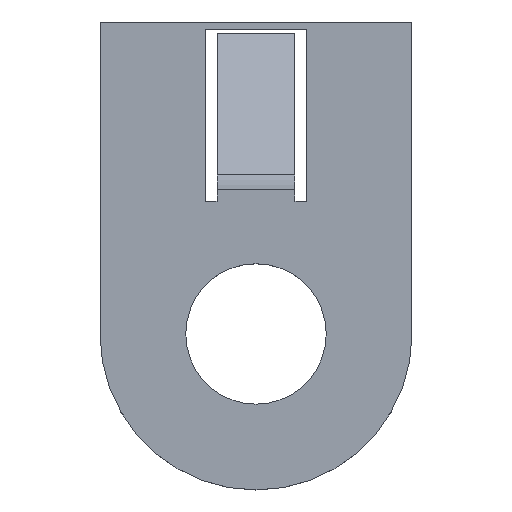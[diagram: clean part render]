
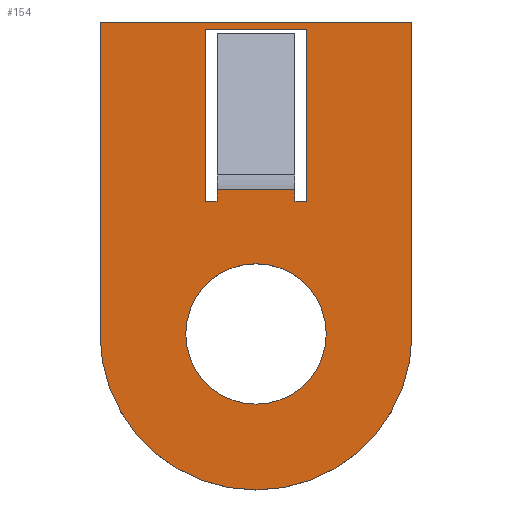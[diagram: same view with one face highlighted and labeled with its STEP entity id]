
A CAD part, top view. The second image highlights one B-rep face of the part: STEP entity #154.
In plain terms, the highlighted planar face has unit normal (0, 0, 1).
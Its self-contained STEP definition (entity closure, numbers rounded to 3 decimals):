
#6 = CARTESIAN_POINT ( 'NONE',  ( 2., -22.3, 2.55 ) ) ;
#18 = VERTEX_POINT ( 'NONE', #259 ) ;
#22 = CARTESIAN_POINT ( 'NONE',  ( -0.5, -22.3, 2.55 ) ) ;
#23 = VERTEX_POINT ( 'NONE', #22 ) ;
#24 = EDGE_CURVE ( 'NONE', #169, #483, #528, .T. ) ;
#27 = LINE ( 'NONE', #317, #398 ) ;
#34 = VERTEX_POINT ( 'NONE', #708 ) ;
#35 = LINE ( 'NONE', #269, #52 ) ;
#45 = DIRECTION ( 'NONE',  ( 0., -1., 0. ) ) ;
#52 = VECTOR ( 'NONE', #720, 1000. ) ;
#66 = EDGE_CURVE ( 'NONE', #468, #23, #85, .T. ) ;
#71 = ORIENTED_EDGE ( 'NONE', *, *, #445, .T. ) ;
#84 = LINE ( 'NONE', #383, #531 ) ;
#85 = LINE ( 'NONE', #304, #739 ) ;
#89 = DIRECTION ( 'NONE',  ( 0., 1., 0. ) ) ;
#90 = VECTOR ( 'NONE', #45, 1000. ) ;
#92 = ORIENTED_EDGE ( 'NONE', *, *, #117, .T. ) ;
#108 = CARTESIAN_POINT ( 'NONE',  ( 2., -22.3, 2.55 ) ) ;
#111 = EDGE_CURVE ( 'NONE', #602, #714, #390, .T. ) ;
#112 = ORIENTED_EDGE ( 'NONE', *, *, #111, .T. ) ;
#114 = ORIENTED_EDGE ( 'NONE', *, *, #248, .T. ) ;
#115 = AXIS2_PLACEMENT_3D ( 'NONE', #482, #663, #206 ) ;
#117 = EDGE_CURVE ( 'NONE', #366, #18, #377, .T. ) ;
#126 = CARTESIAN_POINT ( 'NONE',  ( 0.5, -22.15, 2.55 ) ) ;
#127 = EDGE_LOOP ( 'NONE', ( #625, #114, #112, #71, #250, #592, #260, #354 ) ) ;
#137 = DIRECTION ( 'NONE',  ( 0., 0., -1. ) ) ;
#144 = CARTESIAN_POINT ( 'NONE',  ( 0., -24.9, 2.55 ) ) ;
#147 = EDGE_LOOP ( 'NONE', ( #92, #357, #245, #709 ) ) ;
#154 = ADVANCED_FACE ( 'NONE', ( #662, #188, #712 ), #411, .F. ) ;
#160 = AXIS2_PLACEMENT_3D ( 'NONE', #416, #137, #373 ) ;
#169 = VERTEX_POINT ( 'NONE', #144 ) ;
#171 = VECTOR ( 'NONE', #276, 1000. ) ;
#188 = FACE_BOUND ( 'NONE', #191, .T. ) ;
#191 = EDGE_LOOP ( 'NONE', ( #430, #214 ) ) ;
#194 = CARTESIAN_POINT ( 'NONE',  ( -0.5, -22.15, 2.55 ) ) ;
#200 = DIRECTION ( 'NONE',  ( 0., -1., 0. ) ) ;
#203 = CARTESIAN_POINT ( 'NONE',  ( 0., -24., 2.55 ) ) ;
#206 = DIRECTION ( 'NONE',  ( 0., 1., 0. ) ) ;
#213 = VECTOR ( 'NONE', #200, 1000. ) ;
#214 = ORIENTED_EDGE ( 'NONE', *, *, #24, .T. ) ;
#223 = EDGE_CURVE ( 'NONE', #548, #18, #381, .T. ) ;
#224 = CARTESIAN_POINT ( 'NONE',  ( 0., -24., 2.55 ) ) ;
#227 = EDGE_CURVE ( 'NONE', #695, #468, #615, .T. ) ;
#230 = VECTOR ( 'NONE', #554, 1000. ) ;
#231 = CARTESIAN_POINT ( 'NONE',  ( -0.65, -22.3, 2.55 ) ) ;
#245 = ORIENTED_EDGE ( 'NONE', *, *, #466, .T. ) ;
#248 = EDGE_CURVE ( 'NONE', #34, #602, #35, .T. ) ;
#250 = ORIENTED_EDGE ( 'NONE', *, *, #227, .T. ) ;
#254 = DIRECTION ( 'NONE',  ( 0., 0., -1. ) ) ;
#256 = VECTOR ( 'NONE', #588, 1000. ) ;
#259 = CARTESIAN_POINT ( 'NONE',  ( 2., -24., 2.55 ) ) ;
#260 = ORIENTED_EDGE ( 'NONE', *, *, #292, .T. ) ;
#267 = CARTESIAN_POINT ( 'NONE',  ( -2., -20., 2.55 ) ) ;
#269 = CARTESIAN_POINT ( 'NONE',  ( 0.65, -20., 2.55 ) ) ;
#276 = DIRECTION ( 'NONE',  ( -1., 0., 0. ) ) ;
#288 = VECTOR ( 'NONE', #737, 1000. ) ;
#292 = EDGE_CURVE ( 'NONE', #23, #351, #406, .T. ) ;
#303 = LINE ( 'NONE', #267, #213 ) ;
#304 = CARTESIAN_POINT ( 'NONE',  ( -0.5, -20., 2.55 ) ) ;
#307 = EDGE_CURVE ( 'NONE', #351, #704, #412, .T. ) ;
#317 = CARTESIAN_POINT ( 'NONE',  ( 2., -20., 2.55 ) ) ;
#318 = DIRECTION ( 'NONE',  ( 0., -1., 0. ) ) ;
#332 = DIRECTION ( 'NONE',  ( 0., 0., 1. ) ) ;
#333 = CARTESIAN_POINT ( 'NONE',  ( 2., -22.15, 2.55 ) ) ;
#342 = CARTESIAN_POINT ( 'NONE',  ( 0.65, -22.3, 2.55 ) ) ;
#351 = VERTEX_POINT ( 'NONE', #231 ) ;
#354 = ORIENTED_EDGE ( 'NONE', *, *, #307, .T. ) ;
#357 = ORIENTED_EDGE ( 'NONE', *, *, #223, .F. ) ;
#366 = VERTEX_POINT ( 'NONE', #659 ) ;
#373 = DIRECTION ( 'NONE',  ( 0., 1., 0. ) ) ;
#375 = DIRECTION ( 'NONE',  ( 0., 1., 0. ) ) ;
#377 = CIRCLE ( 'NONE', #420, 2. ) ;
#381 = LINE ( 'NONE', #496, #90 ) ;
#383 = CARTESIAN_POINT ( 'NONE',  ( 0.5, -20., 2.55 ) ) ;
#386 = EDGE_CURVE ( 'NONE', #483, #169, #504, .T. ) ;
#390 = LINE ( 'NONE', #108, #288 ) ;
#398 = VECTOR ( 'NONE', #537, 1000. ) ;
#406 = LINE ( 'NONE', #6, #651 ) ;
#411 = PLANE ( 'NONE',  #160 ) ;
#412 = LINE ( 'NONE', #568, #256 ) ;
#416 = CARTESIAN_POINT ( 'NONE',  ( 2., -20., 2.55 ) ) ;
#420 = AXIS2_PLACEMENT_3D ( 'NONE', #224, #332, #681 ) ;
#430 = ORIENTED_EDGE ( 'NONE', *, *, #386, .T. ) ;
#445 = EDGE_CURVE ( 'NONE', #714, #695, #84, .T. ) ;
#461 = CARTESIAN_POINT ( 'NONE',  ( 0.5, -22.3, 2.55 ) ) ;
#466 = EDGE_CURVE ( 'NONE', #548, #723, #27, .T. ) ;
#468 = VERTEX_POINT ( 'NONE', #194 ) ;
#475 = CARTESIAN_POINT ( 'NONE',  ( -0.65, -20.1, 2.55 ) ) ;
#482 = CARTESIAN_POINT ( 'NONE',  ( 0., -24., 2.55 ) ) ;
#483 = VERTEX_POINT ( 'NONE', #552 ) ;
#496 = CARTESIAN_POINT ( 'NONE',  ( 2., -20., 2.55 ) ) ;
#500 = EDGE_CURVE ( 'NONE', #723, #366, #303, .T. ) ;
#504 = CIRCLE ( 'NONE', #115, 0.9 ) ;
#524 = DIRECTION ( 'NONE',  ( -1., 0., 0. ) ) ;
#528 = CIRCLE ( 'NONE', #676, 0.9 ) ;
#531 = VECTOR ( 'NONE', #89, 1000. ) ;
#537 = DIRECTION ( 'NONE',  ( -1., 0., 0. ) ) ;
#540 = CARTESIAN_POINT ( 'NONE',  ( 2., -20., 2.55 ) ) ;
#548 = VERTEX_POINT ( 'NONE', #540 ) ;
#552 = CARTESIAN_POINT ( 'NONE',  ( 0., -23.1, 2.55 ) ) ;
#554 = DIRECTION ( 'NONE',  ( 1., 0., 0. ) ) ;
#568 = CARTESIAN_POINT ( 'NONE',  ( -0.65, -20., 2.55 ) ) ;
#587 = CARTESIAN_POINT ( 'NONE',  ( -2., -20., 2.55 ) ) ;
#588 = DIRECTION ( 'NONE',  ( 0., 1., 0. ) ) ;
#592 = ORIENTED_EDGE ( 'NONE', *, *, #66, .T. ) ;
#602 = VERTEX_POINT ( 'NONE', #342 ) ;
#615 = LINE ( 'NONE', #333, #171 ) ;
#625 = ORIENTED_EDGE ( 'NONE', *, *, #736, .T. ) ;
#651 = VECTOR ( 'NONE', #524, 1000. ) ;
#659 = CARTESIAN_POINT ( 'NONE',  ( -2., -24., 2.55 ) ) ;
#662 = FACE_BOUND ( 'NONE', #127, .T. ) ;
#663 = DIRECTION ( 'NONE',  ( 0., 0., -1. ) ) ;
#667 = CARTESIAN_POINT ( 'NONE',  ( 2., -20.1, 2.55 ) ) ;
#676 = AXIS2_PLACEMENT_3D ( 'NONE', #203, #254, #375 ) ;
#681 = DIRECTION ( 'NONE',  ( 0., -1., 0. ) ) ;
#695 = VERTEX_POINT ( 'NONE', #126 ) ;
#704 = VERTEX_POINT ( 'NONE', #475 ) ;
#708 = CARTESIAN_POINT ( 'NONE',  ( 0.65, -20.1, 2.55 ) ) ;
#709 = ORIENTED_EDGE ( 'NONE', *, *, #500, .T. ) ;
#712 = FACE_OUTER_BOUND ( 'NONE', #147, .T. ) ;
#714 = VERTEX_POINT ( 'NONE', #461 ) ;
#720 = DIRECTION ( 'NONE',  ( 0., -1., 0. ) ) ;
#723 = VERTEX_POINT ( 'NONE', #587 ) ;
#728 = LINE ( 'NONE', #667, #230 ) ;
#736 = EDGE_CURVE ( 'NONE', #704, #34, #728, .T. ) ;
#737 = DIRECTION ( 'NONE',  ( -1., 0., 0. ) ) ;
#739 = VECTOR ( 'NONE', #318, 1000. ) ;
